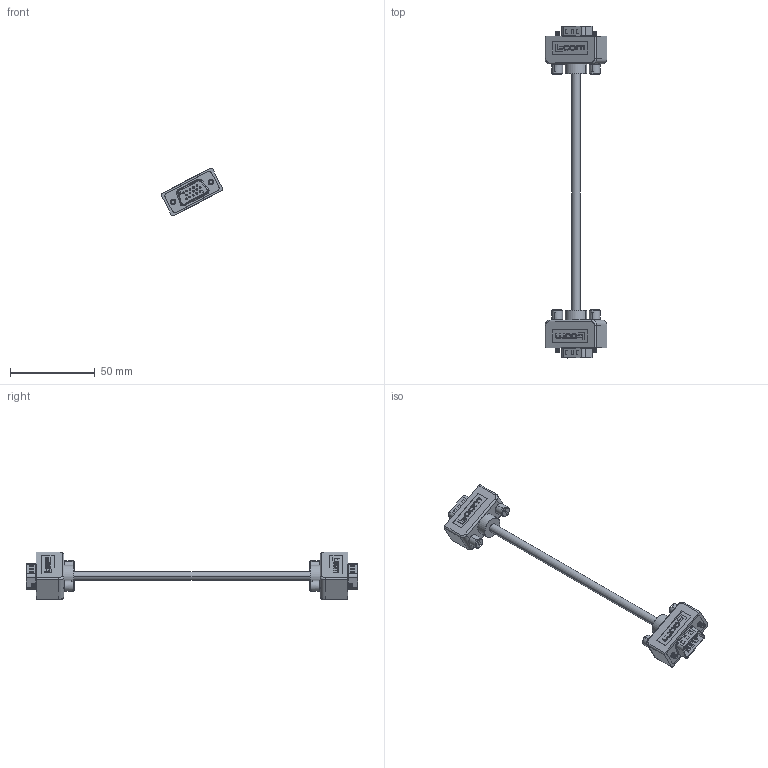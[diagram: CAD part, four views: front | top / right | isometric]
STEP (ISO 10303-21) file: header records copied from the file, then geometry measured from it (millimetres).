
FILE_DESCRIPTION (( 'STEP AP203' ), '1' );
FILE_NAME ('CTL3VGAMM-T.STEP', '2013-02-14T15:57:13', ( 'x' ), ( '' ), 'SwSTEP 2.0', 'SolidWorks 2012', '' );
FILE_SCHEMA (( 'CONFIG_CONTROL_DESIGN' ));
Length unit declared in the file: inch
Products named in the file (8): CTL3VGAMM-T; 3AB01-120_NEW LOGO MALE; MTN-324; 1AJ06-027_WITHOUT KNURL; 1AC04-001; 1AV02-007_SINGLE CONTACT; MTN-233_L-com New Logo; 1AL05-014
Assembly tree (23 placements, depth 3):
  CTL3VGAMM-T
    1AL05-014
    3AB01-120_NEW LOGO MALE  x2
      MTN-233_L-com New Logo
      1AV02-007_SINGLE CONTACT
      1AC04-001
      1AJ06-027_WITHOUT KNURL
      MTN-324
Bounding box: 36.44 x 196.14 x 28.3 mm (x, y, z)
Volume: 27188.8 mm3; surface area: 19377.8 mm2
Topology: 41 solids, 41 shells, 2716 faces, 7000 edges, 4476 vertices
Faces by surface type: plane 1298, cylinder 934, cone 192, torus 156, bspline 128, sphere 8
Entity records: 23068 total; most frequent: CARTESIAN_POINT 5404, ORIENTED_EDGE 3426, DIRECTION 3324, EDGE_CURVE 1713, AXIS2_PLACEMENT_3D 1136, VERTEX_POINT 1104, VECTOR 1052, LINE 1052
